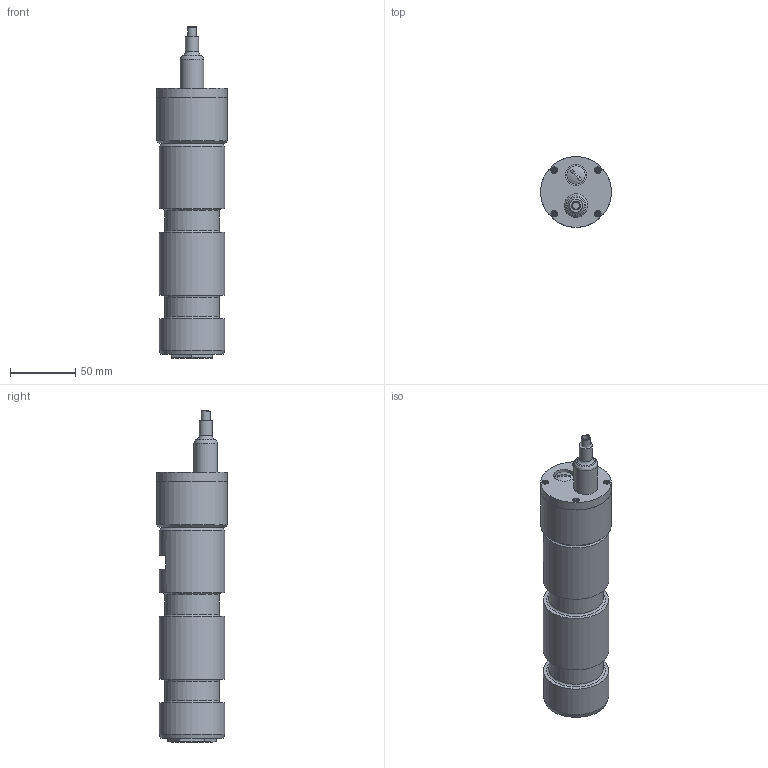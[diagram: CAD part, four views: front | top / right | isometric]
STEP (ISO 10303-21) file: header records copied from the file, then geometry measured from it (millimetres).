
FILE_DESCRIPTION (( 'STEP AP203' ), '1' );
FILE_NAME ('422-616-000-011.STEP', '2016-06-29T12:07:47', ( 'magtroladmin' ), ( 'Hewlett-Packard Company' ), 'SwSTEP 2.0', 'SolidWorks 2016', '' );
FILE_SCHEMA (( 'CONFIG_CONTROL_DESIGN' ));
Length unit declared in the file: millimetre
Products named in the file (1): 422-616-000-011
Bounding box: 54 x 54 x 253.71 mm (x, y, z)
Surface area: 45739 mm2 (no closed solid volume)
Topology: 0 solids, 15 shells, 89 faces, 215 edges, 146 vertices
Faces by surface type: plane 49, cylinder 18, cone 10, torus 10, sphere 1, bspline 1
Full cylindrical faces by diameter (mm): 2.1 x1, 5 x4, 5.5 x1, 6.7 x1, 10 x1, 16 x1, 18 x1, 41.5 x2, 50 x3, 54 x2
Entity records: 2613 total; most frequent: CARTESIAN_POINT 605, DIRECTION 416, ORIENTED_EDGE 278, EDGE_CURVE 172, AXIS2_PLACEMENT_3D 165, EDGE_LOOP 153, VERTEX_POINT 140, FACE_OUTER_BOUND 117
